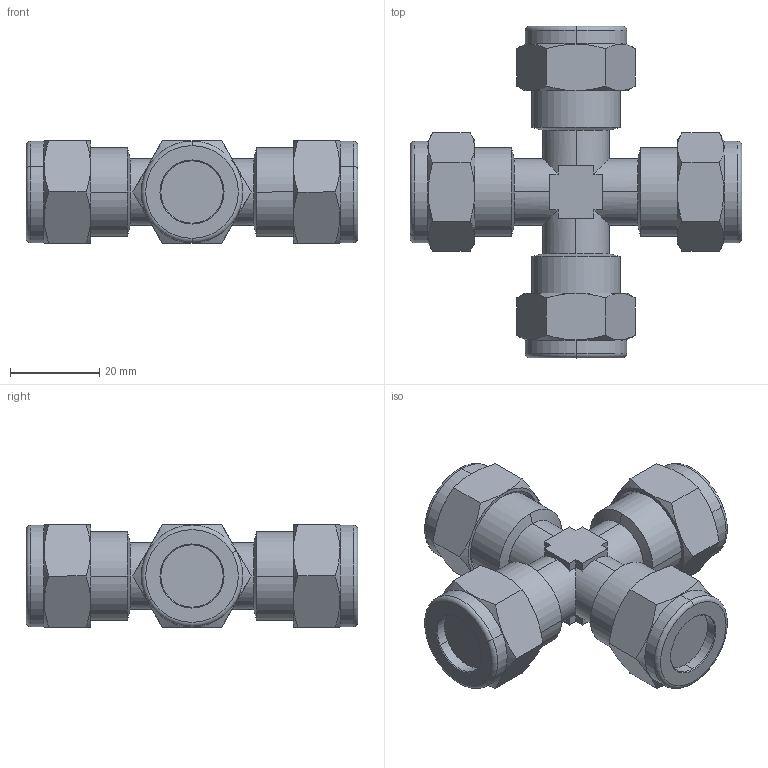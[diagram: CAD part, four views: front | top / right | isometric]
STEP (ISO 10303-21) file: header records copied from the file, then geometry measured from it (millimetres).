
FILE_DESCRIPTION (( 'STEP AP214' ), '1' );
FILE_NAME ('1051000006.step', '2013-02-25T17:18:05', ( '' ), ( '' ), 'SwSTEP 2.0', 'SolidWorks 2012', '' );
FILE_SCHEMA (( 'AUTOMOTIVE_DESIGN' ));
Length unit declared in the file: millimetre
Products named in the file (1): 1051000006
Bounding box: 74.5 x 74.5 x 23 mm (x, y, z)
Volume: 42721.1 mm3; surface area: 11782.6 mm2
Topology: 1 solids, 1 shells, 158 faces, 380 edges, 232 vertices
Faces by surface type: plane 62, cone 56, cylinder 32, torus 8
Entity records: 6728 total; most frequent: CARTESIAN_POINT 1343, ORIENTED_EDGE 760, DIRECTION 758, EDGE_CURVE 380, AXIS2_PLACEMENT_3D 303, VERTEX_POINT 232, EDGE_LOOP 166, UNCERTAINTY_MEASURE_WITH_UNIT 161
